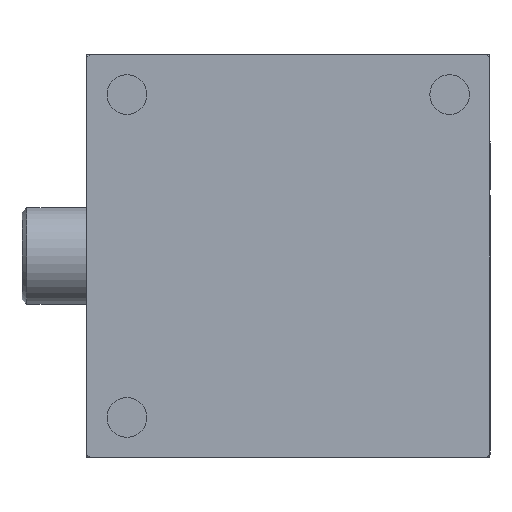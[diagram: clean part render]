
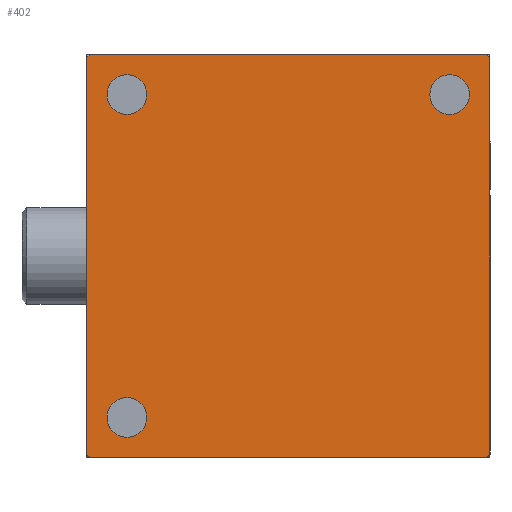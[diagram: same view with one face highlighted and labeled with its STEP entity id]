
A CAD part, front view. The second image highlights one B-rep face of the part: STEP entity #402.
In plain terms, the highlighted planar face has unit normal (0, -1, 0).
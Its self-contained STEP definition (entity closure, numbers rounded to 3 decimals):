
#11 = EDGE_LOOP ( 'NONE', ( #3527, #3419, #2597, #799, #3349, #3481, #2748, #598 ) ) ;
#58 = CARTESIAN_POINT ( 'NONE',  ( 25., 0., 0.23 ) ) ;
#84 = CARTESIAN_POINT ( 'NONE',  ( 2.5, 0., 2.5 ) ) ;
#169 = VERTEX_POINT ( 'NONE', #1261 ) ;
#171 = FACE_OUTER_BOUND ( 'NONE', #11, .T. ) ;
#201 = VERTEX_POINT ( 'NONE', #1353 ) ;
#220 = VECTOR ( 'NONE', #2486, 1000. ) ;
#231 = EDGE_CURVE ( 'NONE', #2274, #1916, #3533, .T. ) ;
#267 = CARTESIAN_POINT ( 'NONE',  ( 24.77, 0., 25. ) ) ;
#317 = LINE ( 'NONE', #1394, #3198 ) ;
#344 = LINE ( 'NONE', #401, #2561 ) ;
#401 = CARTESIAN_POINT ( 'NONE',  ( 25., 0., 0.23 ) ) ;
#402 = ADVANCED_FACE ( 'NONE', ( #171, #3421, #718, #1535 ), #703, .F. ) ;
#425 = DIRECTION ( 'NONE',  ( 0., -1., 0. ) ) ;
#444 = CARTESIAN_POINT ( 'NONE',  ( 2.5, 0., 22.5 ) ) ;
#546 = CARTESIAN_POINT ( 'NONE',  ( 25., 0., 0. ) ) ;
#598 = ORIENTED_EDGE ( 'NONE', *, *, #1997, .T. ) ;
#600 = CARTESIAN_POINT ( 'NONE',  ( 0., 0., 0. ) ) ;
#703 = PLANE ( 'NONE',  #3243 ) ;
#718 = FACE_BOUND ( 'NONE', #3133, .T. ) ;
#724 = VECTOR ( 'NONE', #1941, 1000. ) ;
#735 = VERTEX_POINT ( 'NONE', #1231 ) ;
#736 = DIRECTION ( 'NONE',  ( -1., 0., 0. ) ) ;
#743 = DIRECTION ( 'NONE',  ( -1., 0., 0. ) ) ;
#752 = VERTEX_POINT ( 'NONE', #1198 ) ;
#799 = ORIENTED_EDGE ( 'NONE', *, *, #3273, .T. ) ;
#809 = EDGE_CURVE ( 'NONE', #1602, #752, #2097, .T. ) ;
#813 = ORIENTED_EDGE ( 'NONE', *, *, #2221, .F. ) ;
#845 = CARTESIAN_POINT ( 'NONE',  ( 0.23, 0., 0. ) ) ;
#847 = AXIS2_PLACEMENT_3D ( 'NONE', #84, #1172, #1751 ) ;
#869 = CARTESIAN_POINT ( 'NONE',  ( 25., 0., 24.77 ) ) ;
#881 = CARTESIAN_POINT ( 'NONE',  ( 24.77, 0., 0. ) ) ;
#924 = ORIENTED_EDGE ( 'NONE', *, *, #2157, .F. ) ;
#998 = VERTEX_POINT ( 'NONE', #267 ) ;
#1018 = AXIS2_PLACEMENT_3D ( 'NONE', #3120, #1698, #1503 ) ;
#1172 = DIRECTION ( 'NONE',  ( 0., -1., 0. ) ) ;
#1198 = CARTESIAN_POINT ( 'NONE',  ( 0.23, 0., 0. ) ) ;
#1204 = EDGE_CURVE ( 'NONE', #1585, #1585, #1352, .T. ) ;
#1231 = CARTESIAN_POINT ( 'NONE',  ( 0., 0., 24.77 ) ) ;
#1261 = CARTESIAN_POINT ( 'NONE',  ( 21.27, 0., 22.5 ) ) ;
#1291 = VECTOR ( 'NONE', #2167, 1000. ) ;
#1352 = CIRCLE ( 'NONE', #3363, 1.23 ) ;
#1353 = CARTESIAN_POINT ( 'NONE',  ( 0., 0., 0.23 ) ) ;
#1394 = CARTESIAN_POINT ( 'NONE',  ( 0., 0., 24.77 ) ) ;
#1470 = VECTOR ( 'NONE', #2972, 1000. ) ;
#1503 = DIRECTION ( 'NONE',  ( -1., 0., 0. ) ) ;
#1531 = VERTEX_POINT ( 'NONE', #2392 ) ;
#1532 = CARTESIAN_POINT ( 'NONE',  ( 24.77, 0., 25. ) ) ;
#1535 = FACE_BOUND ( 'NONE', #2307, .T. ) ;
#1553 = CARTESIAN_POINT ( 'NONE',  ( 0., 0., 25. ) ) ;
#1585 = VERTEX_POINT ( 'NONE', #1603 ) ;
#1602 = VERTEX_POINT ( 'NONE', #881 ) ;
#1603 = CARTESIAN_POINT ( 'NONE',  ( 3.73, 0., 22.5 ) ) ;
#1656 = LINE ( 'NONE', #845, #724 ) ;
#1698 = DIRECTION ( 'NONE',  ( 0., -1., 0. ) ) ;
#1700 = DIRECTION ( 'NONE',  ( -0.707, 0., -0.707 ) ) ;
#1751 = DIRECTION ( 'NONE',  ( 1., 0., 0. ) ) ;
#1916 = VERTEX_POINT ( 'NONE', #58 ) ;
#1941 = DIRECTION ( 'NONE',  ( 0.707, 0., -0.707 ) ) ;
#1997 = EDGE_CURVE ( 'NONE', #1602, #1916, #344, .T. ) ;
#2097 = LINE ( 'NONE', #2652, #2212 ) ;
#2157 = EDGE_CURVE ( 'NONE', #1531, #1531, #3202, .T. ) ;
#2167 = DIRECTION ( 'NONE',  ( 0., 0., -1. ) ) ;
#2174 = LINE ( 'NONE', #600, #220 ) ;
#2212 = VECTOR ( 'NONE', #736, 1000. ) ;
#2221 = EDGE_CURVE ( 'NONE', #169, #169, #3550, .T. ) ;
#2229 = DIRECTION ( 'NONE',  ( 0.707, 0., 0.707 ) ) ;
#2247 = EDGE_LOOP ( 'NONE', ( #813 ) ) ;
#2274 = VERTEX_POINT ( 'NONE', #869 ) ;
#2307 = EDGE_LOOP ( 'NONE', ( #924 ) ) ;
#2392 = CARTESIAN_POINT ( 'NONE',  ( 3.73, 0., 2.5 ) ) ;
#2409 = LINE ( 'NONE', #1553, #1470 ) ;
#2486 = DIRECTION ( 'NONE',  ( 0., 0., 1. ) ) ;
#2494 = VECTOR ( 'NONE', #2772, 1000. ) ;
#2561 = VECTOR ( 'NONE', #2229, 1000. ) ;
#2587 = DIRECTION ( 'NONE',  ( 0., 1., 0. ) ) ;
#2597 = ORIENTED_EDGE ( 'NONE', *, *, #2786, .F. ) ;
#2604 = EDGE_CURVE ( 'NONE', #2274, #998, #2828, .T. ) ;
#2626 = CARTESIAN_POINT ( 'NONE',  ( 0., 0., 0. ) ) ;
#2639 = CARTESIAN_POINT ( 'NONE',  ( 0.23, 0., 25. ) ) ;
#2652 = CARTESIAN_POINT ( 'NONE',  ( 0., 0., 0. ) ) ;
#2748 = ORIENTED_EDGE ( 'NONE', *, *, #809, .F. ) ;
#2772 = DIRECTION ( 'NONE',  ( -0.707, 0., 0.707 ) ) ;
#2786 = EDGE_CURVE ( 'NONE', #3177, #998, #2409, .T. ) ;
#2828 = LINE ( 'NONE', #1532, #2494 ) ;
#2967 = EDGE_CURVE ( 'NONE', #201, #752, #1656, .T. ) ;
#2972 = DIRECTION ( 'NONE',  ( 1., 0., 0. ) ) ;
#3120 = CARTESIAN_POINT ( 'NONE',  ( 22.5, 0., 22.5 ) ) ;
#3133 = EDGE_LOOP ( 'NONE', ( #3216 ) ) ;
#3177 = VERTEX_POINT ( 'NONE', #2639 ) ;
#3198 = VECTOR ( 'NONE', #1700, 1000. ) ;
#3202 = CIRCLE ( 'NONE', #847, 1.23 ) ;
#3216 = ORIENTED_EDGE ( 'NONE', *, *, #1204, .F. ) ;
#3243 = AXIS2_PLACEMENT_3D ( 'NONE', #2626, #2587, #743 ) ;
#3273 = EDGE_CURVE ( 'NONE', #3177, #735, #317, .T. ) ;
#3275 = EDGE_CURVE ( 'NONE', #201, #735, #2174, .T. ) ;
#3349 = ORIENTED_EDGE ( 'NONE', *, *, #3275, .F. ) ;
#3363 = AXIS2_PLACEMENT_3D ( 'NONE', #444, #425, #3448 ) ;
#3419 = ORIENTED_EDGE ( 'NONE', *, *, #2604, .T. ) ;
#3421 = FACE_BOUND ( 'NONE', #2247, .T. ) ;
#3448 = DIRECTION ( 'NONE',  ( 1., 0., 0. ) ) ;
#3481 = ORIENTED_EDGE ( 'NONE', *, *, #2967, .T. ) ;
#3527 = ORIENTED_EDGE ( 'NONE', *, *, #231, .F. ) ;
#3533 = LINE ( 'NONE', #546, #1291 ) ;
#3550 = CIRCLE ( 'NONE', #1018, 1.23 ) ;
